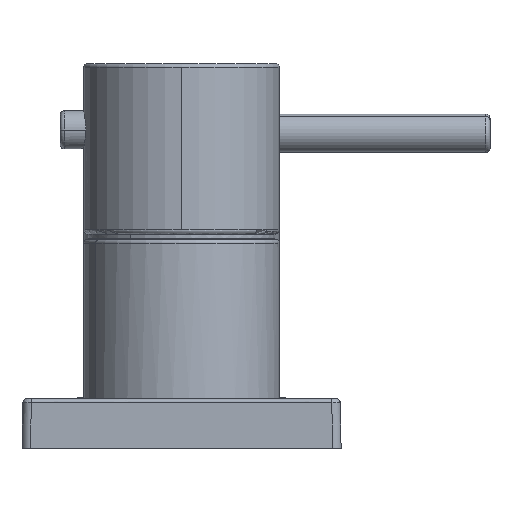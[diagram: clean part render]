
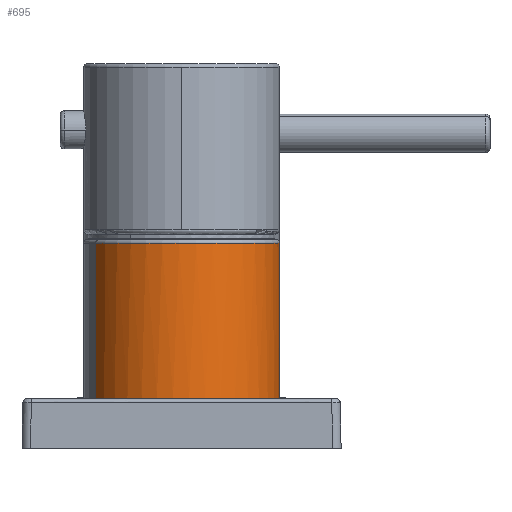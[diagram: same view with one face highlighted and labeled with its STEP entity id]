
A CAD part, left-side view. The second image highlights one B-rep face of the part: STEP entity #695.
In plain terms, the highlighted cylindrical face has radius 23 mm (diameter 46 mm), a partial arc.
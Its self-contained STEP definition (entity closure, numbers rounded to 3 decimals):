
#27 = VERTEX_POINT ( 'NONE', #998 ) ;
#64 = CARTESIAN_POINT ( 'NONE',  ( -88.973, -20.184, 11.826 ) ) ;
#86 = CARTESIAN_POINT ( 'NONE',  ( -122.665, -3.98, 11.722 ) ) ;
#92 = EDGE_CURVE ( 'NONE', #440, #3332, #2945, .T. ) ;
#300 = CARTESIAN_POINT ( 'NONE',  ( -122.743, 3.513, 11.721 ) ) ;
#316 = CARTESIAN_POINT ( 'NONE',  ( -118.396, 13.826, 11.733 ) ) ;
#329 = CARTESIAN_POINT ( 'NONE',  ( -100.149, -23.003, 11.766 ) ) ;
#345 = CARTESIAN_POINT ( 'NONE',  ( -122.785, -3.227, 11.721 ) ) ;
#355 = CARTESIAN_POINT ( 'NONE',  ( -114.993, -17.446, 11.739 ) ) ;
#411 = B_SPLINE_CURVE_WITH_KNOTS ( 'NONE', 3,
 ( #64, #1707, #1104, #2761, #1163, #1135, #3313, #2218, #3339, #329, #3055, #3025, #1721, #1950, #616, #1697, #2268, #1169, #2257, #1972, #3325, #2544, #899, #883, #355, #575, #601, #1180, #628, #2801, #2513, #3065, #2523, #2808, #589, #2786, #2494, #86, #345, #1936, #1434, #2234, #300, #1678, #1412, #3352, #3041, #1423, #2245, #1963, #316, #855, #2774, #2532, #1981, #912, #1150, #821 ),
 .UNSPECIFIED., .F., .F.,
 ( 4, 2, 2, 2, 2, 2, 2, 2, 2, 2, 2, 2, 2, 2, 2, 2, 2, 2, 2, 2, 2, 2, 2, 2, 2, 2, 2, 2, 4 ),
 ( 0.072, 0.076, 0.079, 0.081, 0.083, 0.084, 0.085, 0.09, 0.092, 0.093, 0.094, 0.099, 0.1, 0.101, 0.103, 0.108, 0.11, 0.112, 0.115, 0.117, 0.121, 0.124, 0.126, 0.13, 0.133, 0.135, 0.137, 0.139, 0.144 ),
 .UNSPECIFIED. ) ;
#440 = VERTEX_POINT ( 'NONE', #2526 ) ;
#575 = CARTESIAN_POINT ( 'NONE',  ( -115.559, -16.943, 11.738 ) ) ;
#578 = AXIS2_PLACEMENT_3D ( 'NONE', #2374, #1005, #2993 ) ;
#589 = CARTESIAN_POINT ( 'NONE',  ( -121.717, -7.611, 11.725 ) ) ;
#601 = CARTESIAN_POINT ( 'NONE',  ( -115.837, -16.683, 11.737 ) ) ;
#616 = CARTESIAN_POINT ( 'NONE',  ( -105.021, -22.495, 11.754 ) ) ;
#628 = CARTESIAN_POINT ( 'NONE',  ( -117.157, -15.336, 11.735 ) ) ;
#670 = EDGE_LOOP ( 'NONE', ( #3388, #2091, #1740, #1165 ) ) ;
#695 = ADVANCED_FACE ( 'NONE', ( #1753 ), #2563, .T. ) ;
#786 = AXIS2_PLACEMENT_3D ( 'NONE', #2065, #1314, #3046 ) ;
#821 = CARTESIAN_POINT ( 'NONE',  ( -111.027, 20.184, 11.744 ) ) ;
#855 = CARTESIAN_POINT ( 'NONE',  ( -117.457, 14.993, 11.735 ) ) ;
#883 = CARTESIAN_POINT ( 'NONE',  ( -114.705, -17.689, 11.739 ) ) ;
#899 = CARTESIAN_POINT ( 'NONE',  ( -113.238, -18.868, 11.741 ) ) ;
#912 = CARTESIAN_POINT ( 'NONE',  ( -113.608, 18.604, 11.741 ) ) ;
#998 = CARTESIAN_POINT ( 'NONE',  ( -111.027, 20.184, 48.2 ) ) ;
#1004 = DIRECTION ( 'NONE',  ( 0., 0., 1. ) ) ;
#1005 = DIRECTION ( 'NONE',  ( 0., 0., 1. ) ) ;
#1104 = CARTESIAN_POINT ( 'NONE',  ( -91.669, -21.491, 11.806 ) ) ;
#1135 = CARTESIAN_POINT ( 'NONE',  ( -96.043, -22.67, 11.782 ) ) ;
#1150 = CARTESIAN_POINT ( 'NONE',  ( -112.36, 19.456, 11.743 ) ) ;
#1163 = CARTESIAN_POINT ( 'NONE',  ( -94.569, -22.362, 11.789 ) ) ;
#1165 = ORIENTED_EDGE ( 'NONE', *, *, #3010, .F. ) ;
#1169 = CARTESIAN_POINT ( 'NONE',  ( -108.943, -21.193, 11.747 ) ) ;
#1180 = CARTESIAN_POINT ( 'NONE',  ( -116.647, -15.889, 11.736 ) ) ;
#1314 = DIRECTION ( 'NONE',  ( 0., 0., 1. ) ) ;
#1386 = CARTESIAN_POINT ( 'NONE',  ( -111.027, 20.184, 11.744 ) ) ;
#1412 = CARTESIAN_POINT ( 'NONE',  ( -122.285, 5.739, 11.723 ) ) ;
#1423 = CARTESIAN_POINT ( 'NONE',  ( -120.047, 11.299, 11.729 ) ) ;
#1434 = CARTESIAN_POINT ( 'NONE',  ( -123.043, 0.522, 11.72 ) ) ;
#1637 = EDGE_CURVE ( 'NONE', #440, #2578, #411, .T. ) ;
#1678 = CARTESIAN_POINT ( 'NONE',  ( -122.461, 5.006, 11.722 ) ) ;
#1697 = CARTESIAN_POINT ( 'NONE',  ( -107.179, -21.864, 11.75 ) ) ;
#1707 = CARTESIAN_POINT ( 'NONE',  ( -90.29, -20.904, 11.816 ) ) ;
#1721 = CARTESIAN_POINT ( 'NONE',  ( -101.662, -22.943, 11.762 ) ) ;
#1731 = CIRCLE ( 'NONE', #786, 23. ) ;
#1740 = ORIENTED_EDGE ( 'NONE', *, *, #2633, .F. ) ;
#1753 = FACE_OUTER_BOUND ( 'NONE', #670, .T. ) ;
#1883 = VECTOR ( 'NONE', #3390, 1000. ) ;
#1933 = VECTOR ( 'NONE', #1004, 1000. ) ;
#1936 = CARTESIAN_POINT ( 'NONE',  ( -123.029, -0.976, 11.721 ) ) ;
#1950 = CARTESIAN_POINT ( 'NONE',  ( -103.547, -22.775, 11.757 ) ) ;
#1963 = CARTESIAN_POINT ( 'NONE',  ( -118.837, 13.219, 11.732 ) ) ;
#1972 = CARTESIAN_POINT ( 'NONE',  ( -109.98, -20.726, 11.746 ) ) ;
#1981 = CARTESIAN_POINT ( 'NONE',  ( -115.353, 17.143, 11.738 ) ) ;
#2065 = CARTESIAN_POINT ( 'NONE',  ( -100., 0., 48.2 ) ) ;
#2091 = ORIENTED_EDGE ( 'NONE', *, *, #92, .T. ) ;
#2218 = CARTESIAN_POINT ( 'NONE',  ( -98.273, -22.947, 11.773 ) ) ;
#2234 = CARTESIAN_POINT ( 'NONE',  ( -122.845, 2.766, 11.721 ) ) ;
#2245 = CARTESIAN_POINT ( 'NONE',  ( -119.662, 11.957, 11.73 ) ) ;
#2257 = CARTESIAN_POINT ( 'NONE',  ( -109.293, -21.043, 11.747 ) ) ;
#2268 = CARTESIAN_POINT ( 'NONE',  ( -107.89, -21.618, 11.749 ) ) ;
#2320 = CARTESIAN_POINT ( 'NONE',  ( -88.973, -20.184, 48.2 ) ) ;
#2374 = CARTESIAN_POINT ( 'NONE',  ( -100., 0., 24.5 ) ) ;
#2494 = CARTESIAN_POINT ( 'NONE',  ( -122.356, -5.456, 11.723 ) ) ;
#2513 = CARTESIAN_POINT ( 'NONE',  ( -119.447, -12.374, 11.731 ) ) ;
#2523 = CARTESIAN_POINT ( 'NONE',  ( -120.87, -9.697, 11.727 ) ) ;
#2526 = CARTESIAN_POINT ( 'NONE',  ( -88.973, -20.184, 11.826 ) ) ;
#2532 = CARTESIAN_POINT ( 'NONE',  ( -115.909, 16.628, 11.737 ) ) ;
#2544 = CARTESIAN_POINT ( 'NONE',  ( -111.985, -19.688, 11.743 ) ) ;
#2563 = CYLINDRICAL_SURFACE ( 'NONE', #578, 23. ) ;
#2578 = VERTEX_POINT ( 'NONE', #1386 ) ;
#2633 = EDGE_CURVE ( 'NONE', #27, #3332, #1731, .T. ) ;
#2761 = CARTESIAN_POINT ( 'NONE',  ( -93.831, -22.17, 11.793 ) ) ;
#2774 = CARTESIAN_POINT ( 'NONE',  ( -116.96, 15.554, 11.736 ) ) ;
#2786 = CARTESIAN_POINT ( 'NONE',  ( -122.166, -6.182, 11.723 ) ) ;
#2801 = CARTESIAN_POINT ( 'NONE',  ( -118.6, -13.612, 11.733 ) ) ;
#2808 = CARTESIAN_POINT ( 'NONE',  ( -121.458, -8.314, 11.725 ) ) ;
#2888 = CARTESIAN_POINT ( 'NONE',  ( -111.027, 20.184, 24.5 ) ) ;
#2921 = LINE ( 'NONE', #2888, #1933 ) ;
#2945 = LINE ( 'NONE', #3333, #1883 ) ;
#2993 = DIRECTION ( 'NONE',  ( -0.479, 0.878, 0. ) ) ;
#3010 = EDGE_CURVE ( 'NONE', #2578, #27, #2921, .T. ) ;
#3025 = CARTESIAN_POINT ( 'NONE',  ( -101.282, -22.967, 11.763 ) ) ;
#3041 = CARTESIAN_POINT ( 'NONE',  ( -121.094, 9.291, 11.727 ) ) ;
#3046 = DIRECTION ( 'NONE',  ( 0., 1., 0. ) ) ;
#3055 = CARTESIAN_POINT ( 'NONE',  ( -100.526, -22.997, 11.765 ) ) ;
#3065 = CARTESIAN_POINT ( 'NONE',  ( -120.539, -10.379, 11.728 ) ) ;
#3313 = CARTESIAN_POINT ( 'NONE',  ( -96.784, -22.786, 11.779 ) ) ;
#3325 = CARTESIAN_POINT ( 'NONE',  ( -110.318, -20.559, 11.745 ) ) ;
#3332 = VERTEX_POINT ( 'NONE', #2320 ) ;
#3333 = CARTESIAN_POINT ( 'NONE',  ( -88.973, -20.184, 24.5 ) ) ;
#3339 = CARTESIAN_POINT ( 'NONE',  ( -99.022, -22.991, 11.77 ) ) ;
#3352 = CARTESIAN_POINT ( 'NONE',  ( -121.653, 7.901, 11.725 ) ) ;
#3388 = ORIENTED_EDGE ( 'NONE', *, *, #1637, .F. ) ;
#3390 = DIRECTION ( 'NONE',  ( 0., 0., 1. ) ) ;
